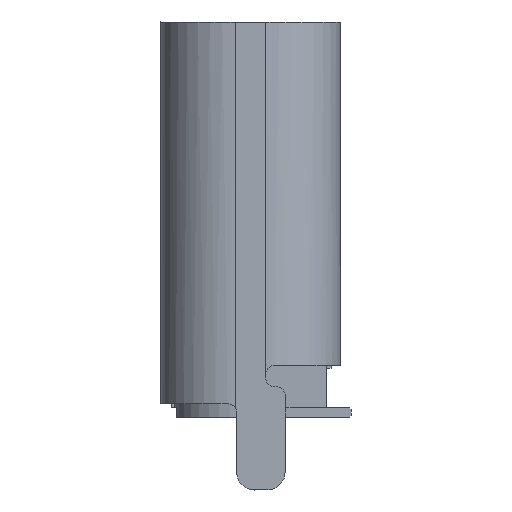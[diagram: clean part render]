
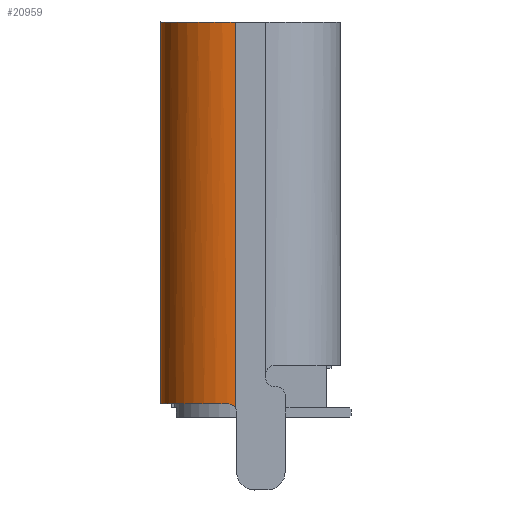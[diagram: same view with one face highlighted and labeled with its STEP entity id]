
A CAD part, left-side view. The second image highlights one B-rep face of the part: STEP entity #20959.
In plain terms, the highlighted cylindrical face has radius 1.23 mm (diameter 2.46 mm), a partial arc.
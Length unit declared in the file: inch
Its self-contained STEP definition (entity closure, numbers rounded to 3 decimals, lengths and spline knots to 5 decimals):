
#65 = DIRECTION ( 'NONE',  ( 0., 1., 0. ) ) ;
#208 = VERTEX_POINT ( 'NONE', #16083 ) ;
#478 = CARTESIAN_POINT ( 'NONE',  ( -0.17205, 0.00984, 0.12795 ) ) ;
#1807 = DIRECTION ( 'NONE',  ( 0., 0., 1. ) ) ;
#2046 = CARTESIAN_POINT ( 'NONE',  ( -0.17178, 0.01496, -0.11929 ) ) ;
#2143 = DIRECTION ( 'NONE',  ( 0., 0., -1. ) ) ;
#3012 = AXIS2_PLACEMENT_3D ( 'NONE', #9352, #1807, #65 ) ;
#3382 = CIRCLE ( 'NONE', #3012, 0.04843 ) ;
#3440 = CARTESIAN_POINT ( 'NONE',  ( -0.17198, 0.01255, -0.11976 ) ) ;
#3998 = CARTESIAN_POINT ( 'NONE',  ( -0.17205, 0.00984, 0.12795 ) ) ;
#5292 = CARTESIAN_POINT ( 'NONE',  ( -0.17182, 0.01455, -0.11929 ) ) ;
#5582 = AXIS2_PLACEMENT_3D ( 'NONE', #11751, #16982, #22225 ) ;
#6481 = EDGE_CURVE ( 'NONE', #208, #15656, #3382, .T. ) ;
#7059 = B_SPLINE_CURVE_WITH_KNOTS ( 'NONE', 3,
 ( #12511, #21349, #17968, #19489, #3440, #12272, #5292, #2046 ),
 .UNSPECIFIED., .F., .F.,
 ( 4, 1, 1, 1, 1, 4 ),
 ( 0., 0.2, 0.4, 0.6, 0.8, 1. ),
 .UNSPECIFIED. ) ;
#8012 = ORIENTED_EDGE ( 'NONE', *, *, #9737, .F. ) ;
#8290 = DIRECTION ( 'NONE',  ( 0., 0., -1. ) ) ;
#8588 = AXIS2_PLACEMENT_3D ( 'NONE', #10143, #8290, #20620 ) ;
#9344 = CARTESIAN_POINT ( 'NONE',  ( -0.12362, 0.05827, -0.11929 ) ) ;
#9352 = CARTESIAN_POINT ( 'NONE',  ( -0.12362, 0.00984, -0.11929 ) ) ;
#9728 = EDGE_CURVE ( 'NONE', #15822, #11846, #12725, .T. ) ;
#9737 = EDGE_CURVE ( 'NONE', #208, #15845, #21908, .T. ) ;
#9848 = VECTOR ( 'NONE', #2143, 39.37008 ) ;
#10143 = CARTESIAN_POINT ( 'NONE',  ( -0.12362, 0.00984, 0.12795 ) ) ;
#11750 = EDGE_CURVE ( 'NONE', #15822, #15845, #14536, .T. ) ;
#11751 = CARTESIAN_POINT ( 'NONE',  ( -0.12362, 0.00984, -0.00197 ) ) ;
#11846 = VERTEX_POINT ( 'NONE', #15849 ) ;
#12272 = CARTESIAN_POINT ( 'NONE',  ( -0.1719, 0.01372, -0.11938 ) ) ;
#12511 = CARTESIAN_POINT ( 'NONE',  ( -0.17205, 0.00984, -0.12225 ) ) ;
#12553 = EDGE_CURVE ( 'NONE', #11846, #15656, #7059, .T. ) ;
#12725 = LINE ( 'NONE', #3998, #9848 ) ;
#13850 = ORIENTED_EDGE ( 'NONE', *, *, #11750, .T. ) ;
#13952 = EDGE_LOOP ( 'NONE', ( #13850, #8012, #20720, #17763, #19672 ) ) ;
#14536 = CIRCLE ( 'NONE', #8588, 0.04843 ) ;
#15137 = CARTESIAN_POINT ( 'NONE',  ( -0.17178, 0.01496, -0.11929 ) ) ;
#15656 = VERTEX_POINT ( 'NONE', #15137 ) ;
#15822 = VERTEX_POINT ( 'NONE', #478 ) ;
#15845 = VERTEX_POINT ( 'NONE', #19780 ) ;
#15849 = CARTESIAN_POINT ( 'NONE',  ( -0.17205, 0.00984, -0.12225 ) ) ;
#16083 = CARTESIAN_POINT ( 'NONE',  ( -0.12362, 0.05827, -0.11929 ) ) ;
#16982 = DIRECTION ( 'NONE',  ( 0., 0., -1. ) ) ;
#17763 = ORIENTED_EDGE ( 'NONE', *, *, #12553, .F. ) ;
#17968 = CARTESIAN_POINT ( 'NONE',  ( -0.17204, 0.01054, -0.12122 ) ) ;
#18407 = DIRECTION ( 'NONE',  ( 0., 0., 1. ) ) ;
#19489 = CARTESIAN_POINT ( 'NONE',  ( -0.17202, 0.01146, -0.12038 ) ) ;
#19672 = ORIENTED_EDGE ( 'NONE', *, *, #9728, .F. ) ;
#19780 = CARTESIAN_POINT ( 'NONE',  ( -0.12362, 0.05827, 0.12795 ) ) ;
#20620 = DIRECTION ( 'NONE',  ( -1., 0., 0. ) ) ;
#20720 = ORIENTED_EDGE ( 'NONE', *, *, #6481, .T. ) ;
#20959 = ADVANCED_FACE ( 'NONE', ( #22342 ), #22458, .T. ) ;
#21349 = CARTESIAN_POINT ( 'NONE',  ( -0.17205, 0.01005, -0.12189 ) ) ;
#21908 = LINE ( 'NONE', #9344, #22470 ) ;
#22225 = DIRECTION ( 'NONE',  ( 1., 0., 0. ) ) ;
#22342 = FACE_OUTER_BOUND ( 'NONE', #13952, .T. ) ;
#22458 = CYLINDRICAL_SURFACE ( 'NONE', #5582, 0.04843 ) ;
#22470 = VECTOR ( 'NONE', #18407, 39.37008 ) ;
